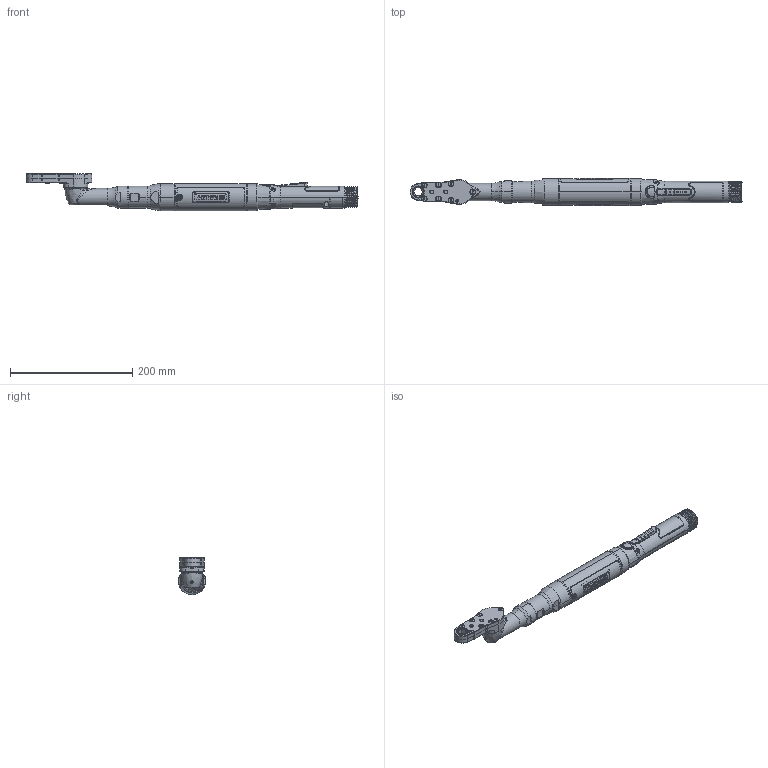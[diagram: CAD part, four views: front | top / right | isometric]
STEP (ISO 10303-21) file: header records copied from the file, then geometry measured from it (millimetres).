
FILE_DESCRIPTION((''),'2;1');
FILE_NAME('EB33LC563-27','2015-02-05T',('EJF1116'),(''),'PRO/ENGINEER BY PARAMETRIC TECHNOLOGY CORPORATION, 2010430','PRO/ENGINEER BY PARAMETRIC TECHNOLOGY CORPORATION, 2010430','');
FILE_SCHEMA(('CONFIG_CONTROL_DESIGN'));
Length unit declared in the file: inch
Products named in the file (1): EB33LC563-27
Bounding box: 544.12 x 45.4 x 61.46 mm (x, y, z)
Surface area: 134531.3 mm2 (no closed solid volume)
Topology: 0 solids, 220 shells, 877 faces, 4258 edges, 3505 vertices
Faces by surface type: cylinder 374, plane 176, bspline 167, cone 82, torus 60, extrusion 16, sphere 2
Entity records: 69241 total; most frequent: CARTESIAN_POINT 39576, ORIENTED_EDGE 5479, DIRECTION 5186, EDGE_CURVE 4256, VERTEX_POINT 3505, AXIS2_PLACEMENT_3D 1941, B_SPLINE_CURVE_WITH_KNOTS 1737, VECTOR 1304
